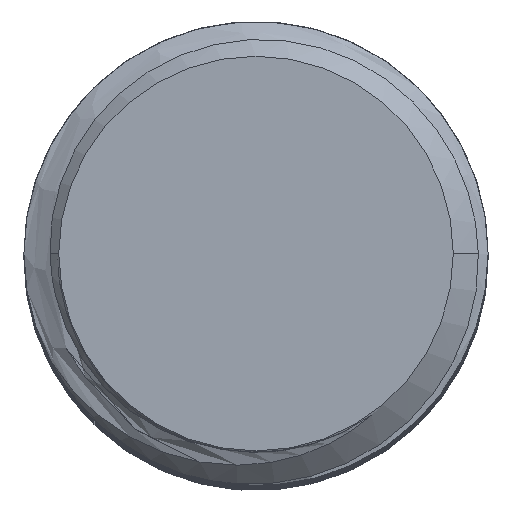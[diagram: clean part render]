
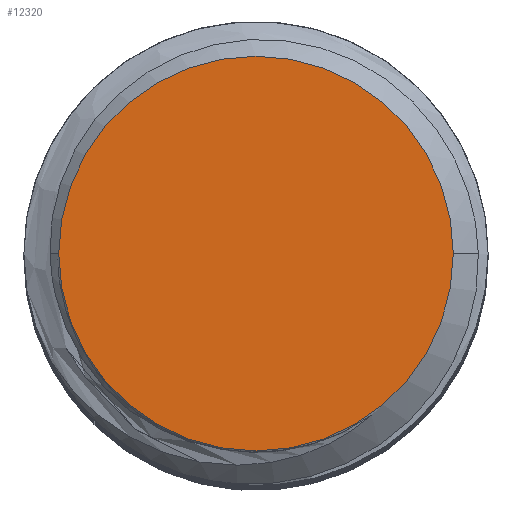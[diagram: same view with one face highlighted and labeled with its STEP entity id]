
A CAD part, top view. The second image highlights one B-rep face of the part: STEP entity #12320.
In plain terms, the highlighted planar face has unit normal (0, 0, 1).
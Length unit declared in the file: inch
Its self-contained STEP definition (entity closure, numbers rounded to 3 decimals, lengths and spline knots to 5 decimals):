
#649 = DIRECTION ( 'NONE',  ( 0., 0., 1. ) ) ;
#1292 = FACE_OUTER_BOUND ( 'NONE', #4938, .T. ) ;
#1491 = CARTESIAN_POINT ( 'NONE',  ( 0.85, 0., 6. ) ) ;
#3094 = ORIENTED_EDGE ( 'NONE', *, *, #6907, .T. ) ;
#3764 = CIRCLE ( 'NONE', #13528, 0.85 ) ;
#4013 = DIRECTION ( 'NONE',  ( 1., 0., 0. ) ) ;
#4938 = EDGE_LOOP ( 'NONE', ( #3094, #9214 ) ) ;
#5135 = CIRCLE ( 'NONE', #11780, 0.85 ) ;
#5434 = DIRECTION ( 'NONE',  ( 0., 0., 1. ) ) ;
#5759 = DIRECTION ( 'NONE',  ( 1., 0., 0. ) ) ;
#6101 = VERTEX_POINT ( 'NONE', #1491 ) ;
#6449 = DIRECTION ( 'NONE',  ( 1., 0., 0. ) ) ;
#6907 = EDGE_CURVE ( 'NONE', #10080, #6101, #5135, .T. ) ;
#9163 = DIRECTION ( 'NONE',  ( 0., 0., 1. ) ) ;
#9214 = ORIENTED_EDGE ( 'NONE', *, *, #12195, .T. ) ;
#10080 = VERTEX_POINT ( 'NONE', #12569 ) ;
#10103 = PLANE ( 'NONE',  #11948 ) ;
#10720 = CARTESIAN_POINT ( 'NONE',  ( 0., 0., 6. ) ) ;
#11149 = CARTESIAN_POINT ( 'NONE',  ( 0., 0., 6. ) ) ;
#11284 = CARTESIAN_POINT ( 'NONE',  ( 0., 0., 6. ) ) ;
#11780 = AXIS2_PLACEMENT_3D ( 'NONE', #10720, #5434, #6449 ) ;
#11948 = AXIS2_PLACEMENT_3D ( 'NONE', #11284, #9163, #4013 ) ;
#12195 = EDGE_CURVE ( 'NONE', #6101, #10080, #3764, .T. ) ;
#12320 = ADVANCED_FACE ( 'NONE', ( #1292 ), #10103, .T. ) ;
#12569 = CARTESIAN_POINT ( 'NONE',  ( -0.85, 0., 6. ) ) ;
#13528 = AXIS2_PLACEMENT_3D ( 'NONE', #11149, #649, #5759 ) ;
